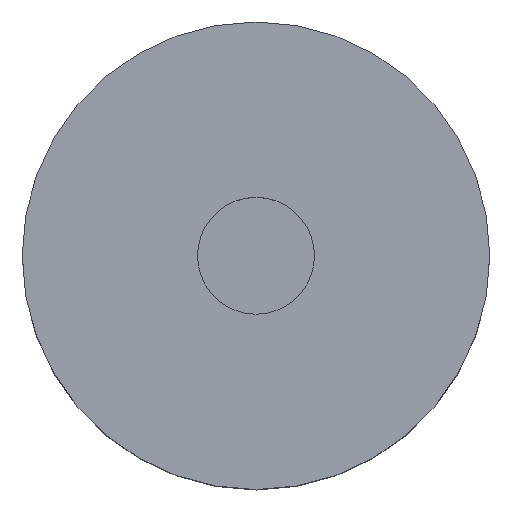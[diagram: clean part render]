
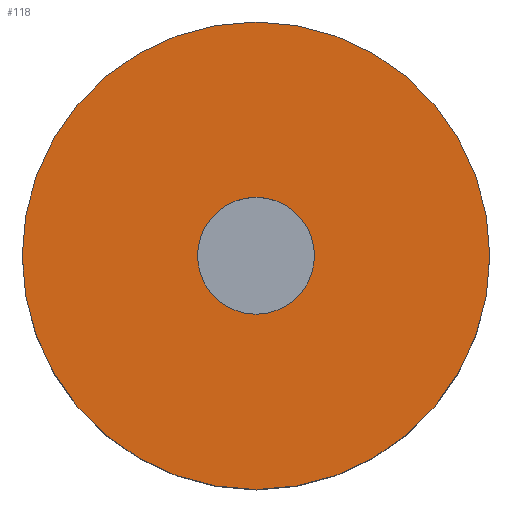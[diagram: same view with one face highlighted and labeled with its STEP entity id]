
A CAD part, top view. The second image highlights one B-rep face of the part: STEP entity #118.
In plain terms, the highlighted planar face has unit normal (0, 0, 1).
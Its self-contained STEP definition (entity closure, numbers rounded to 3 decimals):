
#19=FACE_BOUND('',#43,.T.);
#22=PLANE('',#149);
#31=FACE_OUTER_BOUND('',#42,.T.);
#42=EDGE_LOOP('',(#96));
#43=EDGE_LOOP('',(#97));
#58=CIRCLE('',#142,1.5);
#60=CIRCLE('',#146,6.);
#66=VERTEX_POINT('',#206);
#68=VERTEX_POINT('',#213);
#74=EDGE_CURVE('',#66,#66,#58,.T.);
#77=EDGE_CURVE('',#68,#68,#60,.T.);
#96=ORIENTED_EDGE('',*,*,#77,.T.);
#97=ORIENTED_EDGE('',*,*,#74,.T.);
#118=ADVANCED_FACE('',(#31,#19),#22,.T.);
#142=AXIS2_PLACEMENT_3D('',#207,#164,#165);
#146=AXIS2_PLACEMENT_3D('',#214,#173,#174);
#149=AXIS2_PLACEMENT_3D('',#219,#180,#181);
#164=DIRECTION('center_axis',(0.,0.,-1.));
#165=DIRECTION('ref_axis',(-1.,0.,0.));
#173=DIRECTION('center_axis',(0.,0.,1.));
#174=DIRECTION('ref_axis',(1.,0.,0.));
#180=DIRECTION('center_axis',(0.,0.,1.));
#181=DIRECTION('ref_axis',(1.,0.,0.));
#206=CARTESIAN_POINT('',(1.5,0.,6.5));
#207=CARTESIAN_POINT('Origin',(0.,0.,6.5));
#213=CARTESIAN_POINT('',(-6.,0.,6.5));
#214=CARTESIAN_POINT('Origin',(0.,0.,6.5));
#219=CARTESIAN_POINT('Origin',(0.,0.,6.5));
